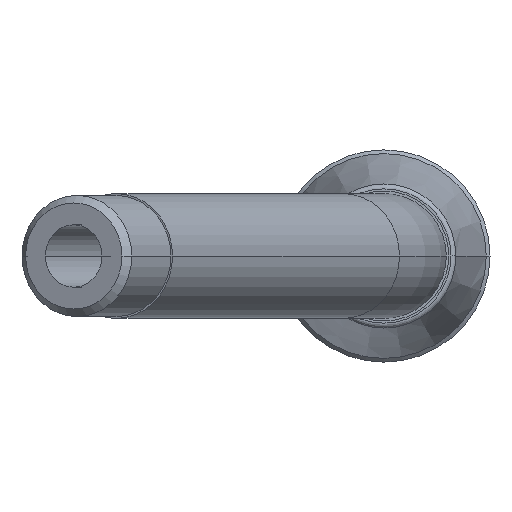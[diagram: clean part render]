
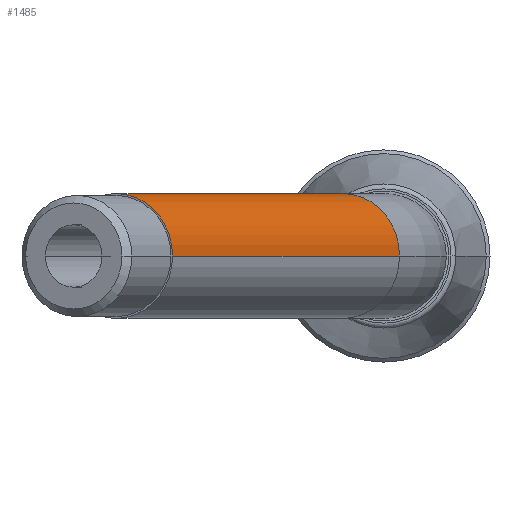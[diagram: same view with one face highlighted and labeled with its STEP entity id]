
A CAD part, front view. The second image highlights one B-rep face of the part: STEP entity #1485.
In plain terms, the highlighted cylindrical face has radius 5 mm (diameter 10 mm), a partial arc.
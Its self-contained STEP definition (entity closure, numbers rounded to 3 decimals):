
#468=CARTESIAN_POINT('',(-3.279,-14.792,0.));
#469=DIRECTION('',(-0.423,-0.906,0.));
#470=DIRECTION('',(0.906,-0.423,0.));
#471=AXIS2_PLACEMENT_3D('',#468,#469,#470);
#473=DIRECTION('',(-0.423,-0.906,0.));
#474=VECTOR('',#473,43.);
#475=CARTESIAN_POINT('',(1.252,-16.905,0.));
#476=LINE('',#475,#474);
#477=CARTESIAN_POINT('',(-21.452,-53.763,0.));
#478=DIRECTION('',(-0.423,-0.906,0.));
#479=DIRECTION('',(0.906,-0.423,0.));
#480=AXIS2_PLACEMENT_3D('',#477,#478,#479);
#492=DIRECTION('',(-0.423,-0.906,0.));
#493=VECTOR('',#492,43.);
#494=CARTESIAN_POINT('',(-7.811,-12.679,0.));
#495=LINE('',#494,#493);
#625=CARTESIAN_POINT('',(1.252,-16.905,0.));
#626=CARTESIAN_POINT('',(-7.811,-12.679,0.));
#627=VERTEX_POINT('',#625);
#628=VERTEX_POINT('',#626);
#649=CARTESIAN_POINT('',(-16.92,-55.876,0.));
#650=CARTESIAN_POINT('',(-25.983,-51.65,0.));
#651=VERTEX_POINT('',#649);
#652=VERTEX_POINT('',#650);
#1471=CARTESIAN_POINT('',(-3.279,-14.792,0.));
#1472=DIRECTION('',(-0.423,-0.906,0.));
#1473=DIRECTION('',(0.906,-0.423,0.));
#1474=AXIS2_PLACEMENT_3D('',#1471,#1472,#1473);
#1475=CYLINDRICAL_SURFACE('',#1474,5.);
#1477=ORIENTED_EDGE('',*,*,#1476,.T.);
#1479=ORIENTED_EDGE('',*,*,#1478,.F.);
#1480=ORIENTED_EDGE('',*,*,#1465,.F.);
#1482=ORIENTED_EDGE('',*,*,#1481,.T.);
#1483=EDGE_LOOP('',(#1477,#1479,#1480,#1482));
#1484=FACE_OUTER_BOUND('',#1483,.F.);
#1485=ADVANCED_FACE('',(#1484),#1475,.T.);
#472=CIRCLE('',#471,5.);
#481=CIRCLE('',#480,5.);
#1465=EDGE_CURVE('',#627,#628,#472,.T.);
#1476=EDGE_CURVE('',#651,#652,#481,.T.);
#1478=EDGE_CURVE('',#628,#652,#495,.T.);
#1481=EDGE_CURVE('',#627,#651,#476,.T.);
